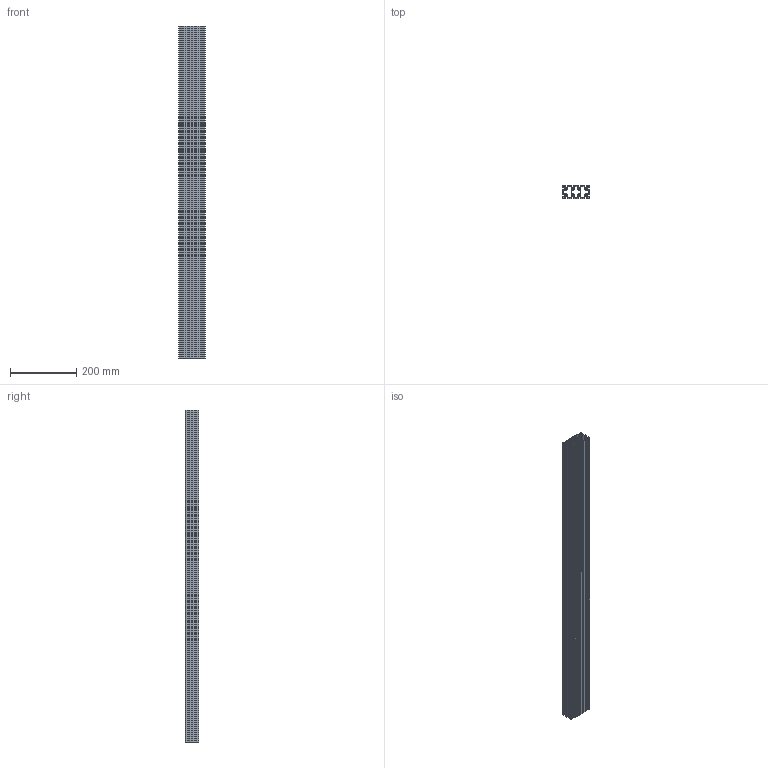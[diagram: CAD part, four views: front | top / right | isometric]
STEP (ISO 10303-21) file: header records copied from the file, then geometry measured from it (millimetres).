
FILE_DESCRIPTION (( 'STEP AP214' ), '1' );
FILE_NAME ('248SH Êîíñòðóêöèîííûé ïðîôèëü 20.40x80SH.STEP', '2019-04-22T11:32:26', ( 'Ïîëüçîâàòåëü Windows' ), ( '' ), 'SwSTEP 2.0', 'SolidWorks 2018', '' );
FILE_SCHEMA (( 'AUTOMOTIVE_DESIGN' ));
Length unit declared in the file: millimetre
Products named in the file (1): 248SH Êîíñòðóêöèîííûé ïðîôèëü 20.40x80SH
Bounding box: 80 x 40 x 1000 mm (x, y, z)
Volume: 876195.7 mm3; surface area: 831468.8 mm2
Topology: 1 solids, 1 shells, 578 faces, 1728 edges, 1152 vertices
Faces by surface type: plane 294, cylinder 284
Entity records: 19646 total; most frequent: CARTESIAN_POINT 3459, ORIENTED_EDGE 3456, DIRECTION 3454, EDGE_CURVE 1728, VECTOR 1160, LINE 1160, VERTEX_POINT 1152, AXIS2_PLACEMENT_3D 1147
